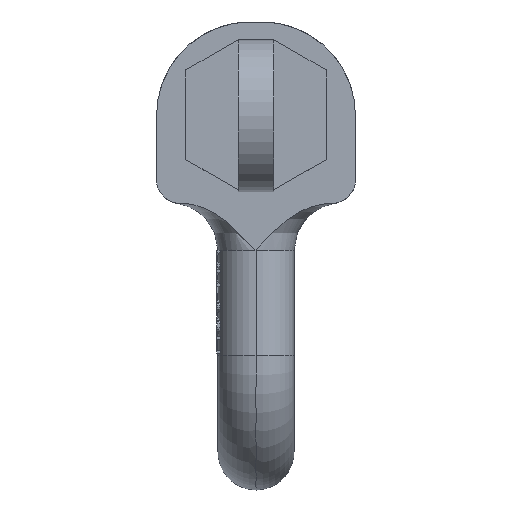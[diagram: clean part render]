
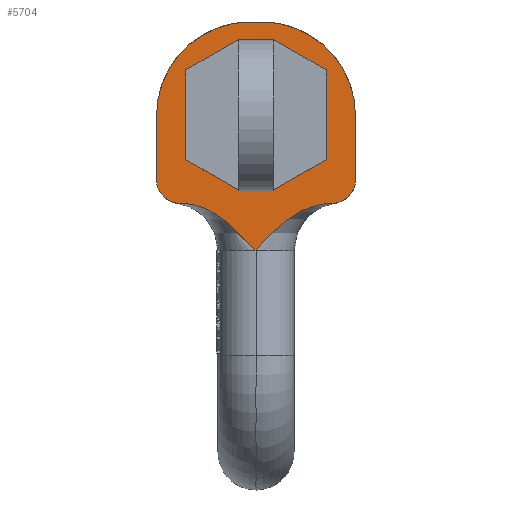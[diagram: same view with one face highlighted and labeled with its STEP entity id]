
A CAD part, left-side view. The second image highlights one B-rep face of the part: STEP entity #5704.
In plain terms, the highlighted planar face has unit normal (-1, 0, 0).
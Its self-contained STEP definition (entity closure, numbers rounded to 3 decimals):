
#740=DIRECTION('',(0.,0.,1.));
#741=VECTOR('',#740,8.8);
#742=CARTESIAN_POINT('',(-18.8,13.6,32.));
#743=LINE('',#742,#741);
#759=CARTESIAN_POINT('',(-18.8,10.4,32.));
#760=DIRECTION('',(-1.,0.,0.));
#761=DIRECTION('',(0.,1.,0.));
#762=AXIS2_PLACEMENT_3D('',#759,#760,#761);
#768=DIRECTION('',(0.,1.,0.));
#769=VECTOR('',#768,0.031);
#770=CARTESIAN_POINT('',(-18.8,10.369,28.8));
#771=LINE('',#770,#769);
#779=CARTESIAN_POINT('',(-18.8,-10.4,32.));
#780=DIRECTION('',(1.,0.,0.));
#781=DIRECTION('',(0.,-1.,0.));
#782=AXIS2_PLACEMENT_3D('',#779,#780,#781);
#784=CARTESIAN_POINT('',(-18.8,-10.369,28.8));
#785=CARTESIAN_POINT('',(-18.8,-9.874,28.8));
#786=CARTESIAN_POINT('',(-18.8,-8.852,28.709));
#787=CARTESIAN_POINT('',(-18.8,-7.215,28.256));
#788=CARTESIAN_POINT('',(-18.8,-5.493,27.432));
#789=CARTESIAN_POINT('',(-18.8,-3.701,26.176));
#790=CARTESIAN_POINT('',(-18.8,-1.88,24.48));
#791=CARTESIAN_POINT('',(-18.8,-0.648,
23.119));
#792=CARTESIAN_POINT('',(-18.8,0.,22.4));
#794=DIRECTION('',(0.,-0.866,0.5));
#795=VECTOR('',#794,8.776);
#796=CARTESIAN_POINT('',(-18.8,-2.,30.4));
#797=LINE('',#796,#795);
#798=DIRECTION('',(0.,0.,1.));
#799=VECTOR('',#798,12.255);
#800=CARTESIAN_POINT('',(-18.8,-9.6,34.788));
#801=LINE('',#800,#799);
#802=DIRECTION('',(0.,0.866,0.5));
#803=VECTOR('',#802,8.314);
#804=CARTESIAN_POINT('',(-18.8,-9.6,47.043));
#805=LINE('',#804,#803);
#806=DIRECTION('',(0.,1.,0.));
#807=VECTOR('',#806,4.8);
#808=CARTESIAN_POINT('',(-18.8,-2.4,51.2));
#809=LINE('',#808,#807);
#810=DIRECTION('',(0.,0.866,-0.5));
#811=VECTOR('',#810,8.314);
#812=CARTESIAN_POINT('',(-18.8,2.4,51.2));
#813=LINE('',#812,#811);
#814=DIRECTION('',(0.,0.,-1.));
#815=VECTOR('',#814,12.255);
#816=CARTESIAN_POINT('',(-18.8,9.6,47.043));
#817=LINE('',#816,#815);
#818=DIRECTION('',(0.,-0.866,-0.5));
#819=VECTOR('',#818,8.776);
#820=CARTESIAN_POINT('',(-18.8,9.6,34.788));
#821=LINE('',#820,#819);
#822=DIRECTION('',(0.,-1.,0.));
#823=VECTOR('',#822,4.);
#824=CARTESIAN_POINT('',(-18.8,2.,30.4));
#825=LINE('',#824,#823);
#835=CARTESIAN_POINT('',(-18.8,0.8,40.8));
#836=DIRECTION('',(-1.,0.,0.));
#837=DIRECTION('',(0.,0.,1.));
#838=AXIS2_PLACEMENT_3D('',#835,#836,#837);
#844=DIRECTION('',(0.,-1.,0.));
#845=VECTOR('',#844,1.6);
#846=CARTESIAN_POINT('',(-18.8,0.8,53.6));
#847=LINE('',#846,#845);
#852=CARTESIAN_POINT('',(-18.8,-0.8,40.8));
#853=DIRECTION('',(-1.,0.,0.));
#854=DIRECTION('',(0.,-1.,0.));
#855=AXIS2_PLACEMENT_3D('',#852,#853,#854);
#861=DIRECTION('',(0.,0.,-1.));
#862=VECTOR('',#861,8.8);
#863=CARTESIAN_POINT('',(-18.8,-13.6,40.8));
#864=LINE('',#863,#862);
#1596=CARTESIAN_POINT('',(-18.8,0.,22.4));
#1597=CARTESIAN_POINT('',(-18.8,0.649,
23.12));
#1598=CARTESIAN_POINT('',(-18.8,1.883,24.483));
#1599=CARTESIAN_POINT('',(-18.8,3.702,26.176));
#1600=CARTESIAN_POINT('',(-18.8,5.492,27.431));
#1601=CARTESIAN_POINT('',(-18.8,7.213,28.255));
#1602=CARTESIAN_POINT('',(-18.8,8.843,28.707));
#1603=CARTESIAN_POINT('',(-18.8,9.87,28.8));
#1604=CARTESIAN_POINT('',(-18.8,10.369,28.8));
#2657=CARTESIAN_POINT('',(-18.8,-10.369,28.8));
#2664=DIRECTION('',(0.,1.,0.));
#2665=VECTOR('',#2664,0.031);
#2666=CARTESIAN_POINT('',(-18.8,-10.4,28.8));
#2667=LINE('',#2666,#2665);
#3891=CARTESIAN_POINT('',(-18.8,0.8,53.6));
#3892=CARTESIAN_POINT('',(-18.8,13.6,40.8));
#3893=VERTEX_POINT('',#3891);
#3894=VERTEX_POINT('',#3892);
#3930=CARTESIAN_POINT('',(-18.8,-13.6,40.8));
#3931=CARTESIAN_POINT('',(-18.8,-0.8,53.6));
#3932=VERTEX_POINT('',#3930);
#3933=VERTEX_POINT('',#3931);
#3958=CARTESIAN_POINT('',(-18.8,13.6,32.));
#3959=CARTESIAN_POINT('',(-18.8,10.4,28.8));
#3960=VERTEX_POINT('',#3958);
#3961=VERTEX_POINT('',#3959);
#3964=CARTESIAN_POINT('',(-18.8,-13.6,32.));
#3965=CARTESIAN_POINT('',(-18.8,-10.4,28.8));
#3966=VERTEX_POINT('',#3964);
#3967=VERTEX_POINT('',#3965);
#3972=CARTESIAN_POINT('',(-18.8,-9.6,34.788));
#3973=VERTEX_POINT('',#3972);
#3975=CARTESIAN_POINT('',(-18.8,-2.,30.4));
#3977=VERTEX_POINT('',#3975);
#3996=CARTESIAN_POINT('',(-18.8,2.,30.4));
#3997=VERTEX_POINT('',#3996);
#3998=CARTESIAN_POINT('',(-18.8,9.6,34.788));
#3999=VERTEX_POINT('',#3998);
#4000=CARTESIAN_POINT('',(-18.8,9.6,47.043));
#4001=VERTEX_POINT('',#4000);
#4002=CARTESIAN_POINT('',(-18.8,2.4,51.2));
#4003=VERTEX_POINT('',#4002);
#4004=CARTESIAN_POINT('',(-18.8,-2.4,51.2));
#4005=VERTEX_POINT('',#4004);
#4006=CARTESIAN_POINT('',(-18.8,-9.6,47.043));
#4007=VERTEX_POINT('',#4006);
#4960=CARTESIAN_POINT('',(-18.8,10.369,28.8));
#4961=VERTEX_POINT('',#4960);
#4962=VERTEX_POINT('',#2657);
#4963=CARTESIAN_POINT('',(-18.8,0.,22.4));
#4964=VERTEX_POINT('',#4963);
#5660=CARTESIAN_POINT('',(-18.8,0.,38.));
#5661=DIRECTION('',(1.,0.,0.));
#5662=DIRECTION('',(0.,-1.,0.));
#5663=AXIS2_PLACEMENT_3D('',#5660,#5661,#5662);
#5664=PLANE('',#5663);
#5665=ORIENTED_EDGE('',*,*,#5642,.F.);
#5666=ORIENTED_EDGE('',*,*,#5621,.T.);
#5668=ORIENTED_EDGE('',*,*,#5667,.F.);
#5670=ORIENTED_EDGE('',*,*,#5669,.T.);
#5672=ORIENTED_EDGE('',*,*,#5671,.F.);
#5674=ORIENTED_EDGE('',*,*,#5673,.T.);
#5676=ORIENTED_EDGE('',*,*,#5675,.T.);
#5678=ORIENTED_EDGE('',*,*,#5677,.T.);
#5680=ORIENTED_EDGE('',*,*,#5679,.T.);
#5682=ORIENTED_EDGE('',*,*,#5681,.T.);
#5683=ORIENTED_EDGE('',*,*,#5653,.T.);
#5684=EDGE_LOOP('',(#5665,#5666,#5668,#5670,#5672,#5674,#5676,#5678,#5680,#5682,
#5683));
#5685=FACE_OUTER_BOUND('',#5684,.F.);
#5687=ORIENTED_EDGE('',*,*,#5686,.T.);
#5689=ORIENTED_EDGE('',*,*,#5688,.T.);
#5691=ORIENTED_EDGE('',*,*,#5690,.T.);
#5693=ORIENTED_EDGE('',*,*,#5692,.T.);
#5695=ORIENTED_EDGE('',*,*,#5694,.T.);
#5697=ORIENTED_EDGE('',*,*,#5696,.T.);
#5699=ORIENTED_EDGE('',*,*,#5698,.T.);
#5701=ORIENTED_EDGE('',*,*,#5700,.T.);
#5702=EDGE_LOOP('',(#5687,#5689,#5691,#5693,#5695,#5697,#5699,#5701));
#5703=FACE_BOUND('',#5702,.F.);
#5704=ADVANCED_FACE('',(#5685,#5703),#5664,.F.);
#763=CIRCLE('',#762,3.2);
#783=CIRCLE('',#782,3.2);
#793=B_SPLINE_CURVE_WITH_KNOTS('',3,(#784,#785,#786,#787,#788,#789,#790,#791,
#792),.UNSPECIFIED.,.F.,.F.,(4,1,1,1,1,1,4),(0.,0.167,
0.333,0.5,0.667,0.833,1.),
.UNSPECIFIED.);
#839=CIRCLE('',#838,12.8);
#856=CIRCLE('',#855,12.8);
#1605=B_SPLINE_CURVE_WITH_KNOTS('',3,(#1596,#1597,#1598,#1599,#1600,#1601,#1602,
#1603,#1604),.UNSPECIFIED.,.F.,.F.,(4,1,1,1,1,1,4),(0.,0.167,
0.333,0.5,0.667,0.833,1.),
.UNSPECIFIED.);
#5621=EDGE_CURVE('',#3960,#3894,#743,.T.);
#5642=EDGE_CURVE('',#3960,#3961,#763,.T.);
#5653=EDGE_CURVE('',#4961,#3961,#771,.T.);
#5667=EDGE_CURVE('',#3893,#3894,#839,.T.);
#5669=EDGE_CURVE('',#3893,#3933,#847,.T.);
#5671=EDGE_CURVE('',#3932,#3933,#856,.T.);
#5673=EDGE_CURVE('',#3932,#3966,#864,.T.);
#5675=EDGE_CURVE('',#3966,#3967,#783,.T.);
#5677=EDGE_CURVE('',#3967,#4962,#2667,.T.);
#5679=EDGE_CURVE('',#4962,#4964,#793,.T.);
#5681=EDGE_CURVE('',#4964,#4961,#1605,.T.);
#5686=EDGE_CURVE('',#3977,#3973,#797,.T.);
#5688=EDGE_CURVE('',#3973,#4007,#801,.T.);
#5690=EDGE_CURVE('',#4007,#4005,#805,.T.);
#5692=EDGE_CURVE('',#4005,#4003,#809,.T.);
#5694=EDGE_CURVE('',#4003,#4001,#813,.T.);
#5696=EDGE_CURVE('',#4001,#3999,#817,.T.);
#5698=EDGE_CURVE('',#3999,#3997,#821,.T.);
#5700=EDGE_CURVE('',#3997,#3977,#825,.T.);
